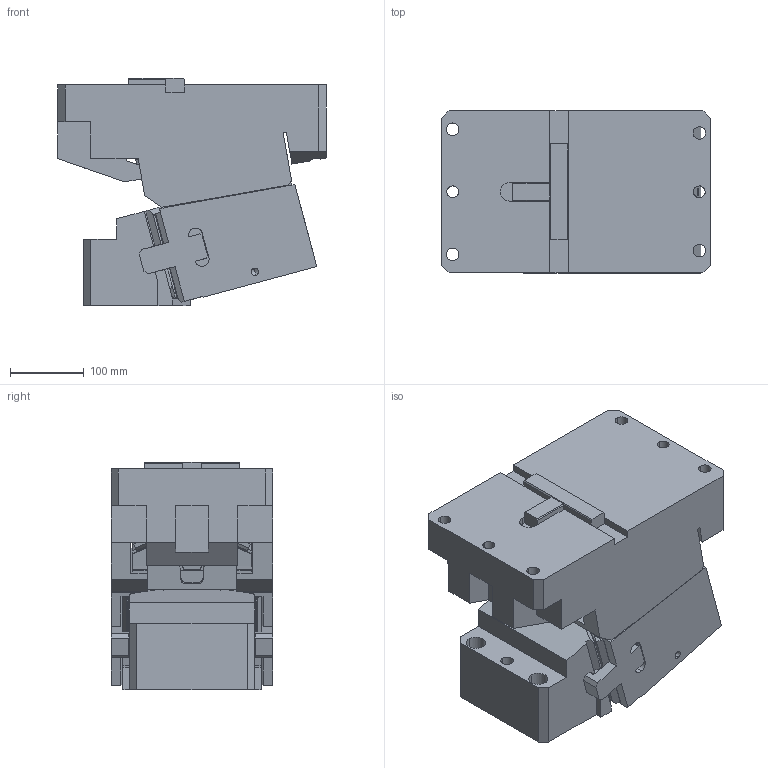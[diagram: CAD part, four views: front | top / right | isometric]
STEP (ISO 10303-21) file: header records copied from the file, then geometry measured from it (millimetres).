
FILE_DESCRIPTION(('CATIA V5 STEP Exchange'),'2;1');
FILE_NAME('CACV_F_220_75.stp','2015-04-27T06:55:47+00:00',('none'),('none'),'CATIA Version 5 Release 19 SP 2 (IN-10)','CATIA V5 STEP AP203','none');
FILE_SCHEMA(('CONFIG_CONTROL_DESIGN'));
Length unit declared in the file: millimetre
Products named in the file (1): CACV_F_220_75
Bounding box: 365 x 220 x 309 mm (x, y, z)
Volume: 16401004.7 mm3; surface area: 845785.3 mm2
Topology: 3 solids, 9 shells, 550 faces, 1514 edges, 983 vertices
Faces by surface type: plane 382, cylinder 160, cone 8
Entity records: 18373 total; most frequent: CARTESIAN_POINT 4935, ORIENTED_EDGE 3016, DIRECTION 2311, EDGE_CURVE 1508, VECTOR 1165, LINE 1165, VERTEX_POINT 983, AXIS2_PLACEMENT_3D 659
